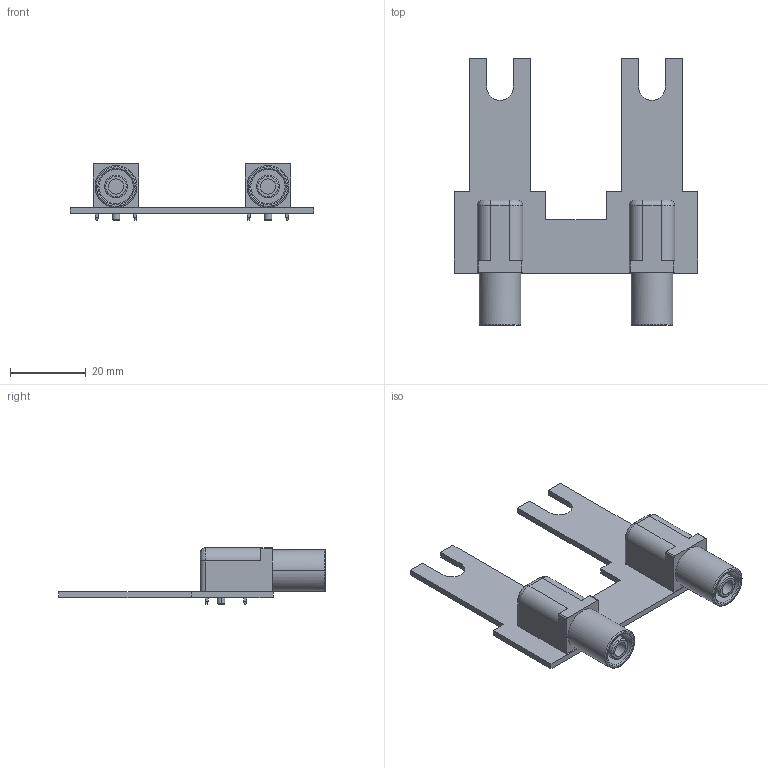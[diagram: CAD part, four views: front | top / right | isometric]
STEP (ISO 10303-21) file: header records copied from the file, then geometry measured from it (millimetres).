
FILE_DESCRIPTION(('KiCad electronic assembly'),'2;1');
FILE_NAME('pt130a_dc-load-banana-plug-adapter.step', '2022-05-26T12:42:25',('Pcbnew'),('Kicad'), 'Open CASCADE STEP processor 7.5','KiCad to STEP converter','Unknown' );
FILE_SCHEMA(('AUTOMOTIVE_DESIGN { 1 0 10303 214 1 1 1 1 }'));
Length unit declared in the file: millimetre
Products named in the file (4): pt130a_dc-load-banana-plug-adapter 1; FCR7350R; COMPOUND; pt130a_dc-load-banana-plug-adapter PCB
Assembly tree (4 placements, depth 3):
  pt130a_dc-load-banana-plug-adapter 1
    FCR7350R  x2
      COMPOUND
    pt130a_dc-load-banana-plug-adapter PCB
Bounding box: 64 x 70.29 x 14.9 mm (x, y, z)
Volume: 9818.5 mm3; surface area: 10084 mm2
Topology: 13 solids, 13 shells, 280 faces, 656 edges, 416 vertices
Faces by surface type: bspline 244, plane 24, cylinder 12
Full cylindrical faces by diameter (mm): 1.2 x8, 2.2 x2
Entity records: 9310 total; most frequent: CARTESIAN_POINT 3509, ORIENTED_EDGE 758, PCURVE 758, DEFINITIONAL_REPRESENTATION 758, B_SPLINE_CURVE_WITH_KNOTS 686, DIRECTION 412, EDGE_CURVE 379, SURFACE_CURVE 369
